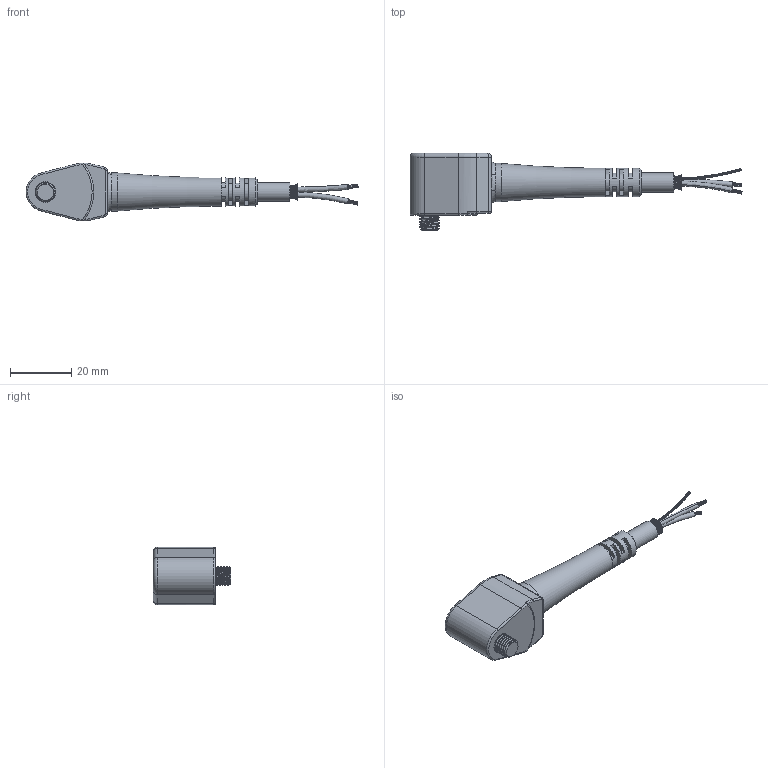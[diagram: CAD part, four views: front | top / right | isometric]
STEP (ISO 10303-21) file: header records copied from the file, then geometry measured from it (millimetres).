
FILE_DESCRIPTION(/* description */ (''),/* implementation_level */ '2;1');
FILE_NAME(/* name */ 'MASTER_TEARDROP_INTEGRAL_LSZH.stp',/* time_stamp */ '2026-03-25T17:05:54-04:00',/* author */ ('cthayer'),/* organization */ (''),/* preprocessor_version */ 'ST-DEVELOPER v20',/* originating_system */ 'Autodesk Inventor 2025',/* authorisation */ '');
FILE_SCHEMA (('AUTOMOTIVE_DESIGN { 1 0 10303 214 3 1 1 }'));
Length unit declared in the file: inch
Products named in the file (1): AC224-2D
Bounding box: 108.57 x 25.4 x 18.88 mm (x, y, z)
Volume: 12311.1 mm3; surface area: 5891.7 mm2
Topology: 1 solids, 1 shells, 793 faces, 2565 edges, 1544 vertices
Faces by surface type: bspline 389, plane 272, cylinder 108, torus 18, cone 4, sphere 2
Full cylindrical faces by diameter (mm): 0.127 x19, 0.203 x38, 3.353 x1, 3.988 x1, 4.115 x1, 4.142 x1, 4.267 x1, 4.953 x1, 5.359 x1, 6.223 x1, 6.35 x8, 6.756 x1, 9.27 x1, 9.525 x1, 10.16 x1, 12.446 x1
Entity records: 55308 total; most frequent: CARTESIAN_POINT 34682, ORIENTED_EDGE 5130, DIRECTION 3175, EDGE_CURVE 2565, VERTEX_POINT 1544, AXIS2_PLACEMENT_3D 1484, B_SPLINE_CURVE_WITH_KNOTS 1279, CIRCLE 1077
